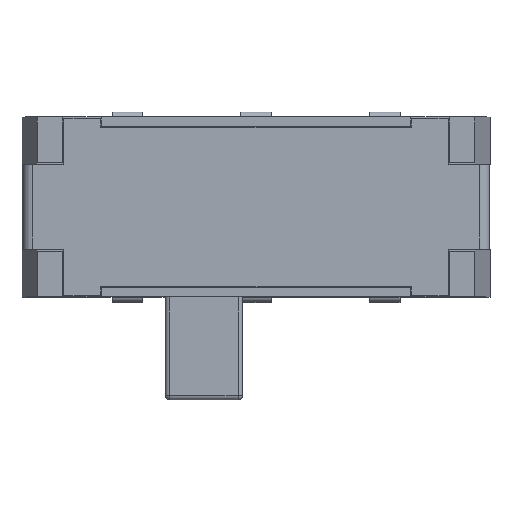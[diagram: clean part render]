
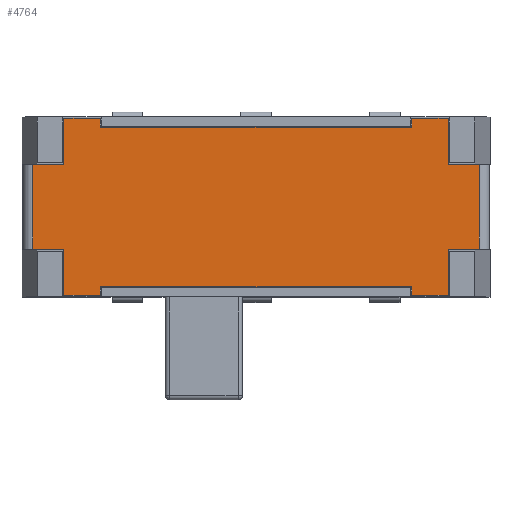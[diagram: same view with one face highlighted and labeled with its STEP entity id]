
A CAD part, top view. The second image highlights one B-rep face of the part: STEP entity #4764.
In plain terms, the highlighted planar face has unit normal (0, 0, 1).
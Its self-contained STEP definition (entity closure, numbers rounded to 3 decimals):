
#397=LINE('',#6727,#847);
#400=LINE('',#6735,#850);
#402=LINE('',#6739,#852);
#404=LINE('',#6743,#854);
#406=LINE('',#6747,#856);
#408=LINE('',#6751,#858);
#410=LINE('',#6755,#860);
#412=LINE('',#6759,#862);
#414=LINE('',#6763,#864);
#416=LINE('',#6767,#866);
#418=LINE('',#6771,#868);
#421=LINE('',#6779,#871);
#423=LINE('',#6783,#873);
#425=LINE('',#6787,#875);
#427=LINE('',#6791,#877);
#429=LINE('',#6795,#879);
#431=LINE('',#6799,#881);
#433=LINE('',#6803,#883);
#435=LINE('',#6807,#885);
#437=LINE('',#6811,#887);
#438=LINE('',#6813,#888);
#439=LINE('',#6814,#889);
#847=VECTOR('',#5698,1000.);
#850=VECTOR('',#5707,1000.);
#852=VECTOR('',#5711,1000.);
#854=VECTOR('',#5715,1000.);
#856=VECTOR('',#5719,1000.);
#858=VECTOR('',#5723,1000.);
#860=VECTOR('',#5727,1000.);
#862=VECTOR('',#5731,1000.);
#864=VECTOR('',#5735,1000.);
#866=VECTOR('',#5739,1000.);
#868=VECTOR('',#5743,1000.);
#871=VECTOR('',#5752,1000.);
#873=VECTOR('',#5756,1000.);
#875=VECTOR('',#5760,1000.);
#877=VECTOR('',#5764,1000.);
#879=VECTOR('',#5768,1000.);
#881=VECTOR('',#5772,1000.);
#883=VECTOR('',#5776,1000.);
#885=VECTOR('',#5780,1000.);
#887=VECTOR('',#5784,1000.);
#888=VECTOR('',#5787,1000.);
#889=VECTOR('',#5788,1000.);
#1782=ORIENTED_EDGE('',*,*,#2337,.F.);
#1783=ORIENTED_EDGE('',*,*,#2381,.F.);
#1784=ORIENTED_EDGE('',*,*,#2379,.F.);
#1785=ORIENTED_EDGE('',*,*,#2377,.F.);
#1786=ORIENTED_EDGE('',*,*,#2375,.F.);
#1787=ORIENTED_EDGE('',*,*,#2373,.F.);
#1788=ORIENTED_EDGE('',*,*,#2371,.F.);
#1789=ORIENTED_EDGE('',*,*,#2369,.F.);
#1790=ORIENTED_EDGE('',*,*,#2367,.F.);
#1791=ORIENTED_EDGE('',*,*,#2365,.F.);
#1792=ORIENTED_EDGE('',*,*,#2382,.F.);
#1793=ORIENTED_EDGE('',*,*,#2360,.F.);
#1794=ORIENTED_EDGE('',*,*,#2358,.F.);
#1795=ORIENTED_EDGE('',*,*,#2356,.F.);
#1796=ORIENTED_EDGE('',*,*,#2354,.F.);
#1797=ORIENTED_EDGE('',*,*,#2352,.F.);
#1798=ORIENTED_EDGE('',*,*,#2350,.F.);
#1799=ORIENTED_EDGE('',*,*,#2348,.F.);
#1800=ORIENTED_EDGE('',*,*,#2346,.F.);
#1801=ORIENTED_EDGE('',*,*,#2344,.F.);
#1802=ORIENTED_EDGE('',*,*,#2342,.F.);
#1803=ORIENTED_EDGE('',*,*,#2383,.T.);
#2337=EDGE_CURVE('',#2712,#2713,#397,.T.);
#2342=EDGE_CURVE('',#2714,#2715,#400,.T.);
#2344=EDGE_CURVE('',#2715,#2716,#402,.T.);
#2346=EDGE_CURVE('',#2716,#2717,#404,.T.);
#2348=EDGE_CURVE('',#2717,#2718,#406,.T.);
#2350=EDGE_CURVE('',#2718,#2719,#408,.T.);
#2352=EDGE_CURVE('',#2719,#2720,#410,.T.);
#2354=EDGE_CURVE('',#2720,#2721,#412,.T.);
#2356=EDGE_CURVE('',#2721,#2722,#414,.T.);
#2358=EDGE_CURVE('',#2722,#2723,#416,.T.);
#2360=EDGE_CURVE('',#2723,#2724,#418,.T.);
#2365=EDGE_CURVE('',#2725,#2726,#421,.T.);
#2367=EDGE_CURVE('',#2726,#2727,#423,.T.);
#2369=EDGE_CURVE('',#2727,#2728,#425,.T.);
#2371=EDGE_CURVE('',#2728,#2729,#427,.T.);
#2373=EDGE_CURVE('',#2729,#2730,#429,.T.);
#2375=EDGE_CURVE('',#2730,#2731,#431,.T.);
#2377=EDGE_CURVE('',#2731,#2732,#433,.T.);
#2379=EDGE_CURVE('',#2732,#2733,#435,.T.);
#2381=EDGE_CURVE('',#2733,#2712,#437,.T.);
#2382=EDGE_CURVE('',#2724,#2725,#438,.T.);
#2383=EDGE_CURVE('',#2714,#2713,#439,.T.);
#2712=VERTEX_POINT('',#6726);
#2713=VERTEX_POINT('',#6728);
#2714=VERTEX_POINT('',#6734);
#2715=VERTEX_POINT('',#6736);
#2716=VERTEX_POINT('',#6740);
#2717=VERTEX_POINT('',#6744);
#2718=VERTEX_POINT('',#6748);
#2719=VERTEX_POINT('',#6752);
#2720=VERTEX_POINT('',#6756);
#2721=VERTEX_POINT('',#6760);
#2722=VERTEX_POINT('',#6764);
#2723=VERTEX_POINT('',#6768);
#2724=VERTEX_POINT('',#6772);
#2725=VERTEX_POINT('',#6778);
#2726=VERTEX_POINT('',#6780);
#2727=VERTEX_POINT('',#6784);
#2728=VERTEX_POINT('',#6788);
#2729=VERTEX_POINT('',#6792);
#2730=VERTEX_POINT('',#6796);
#2731=VERTEX_POINT('',#6800);
#2732=VERTEX_POINT('',#6804);
#2733=VERTEX_POINT('',#6808);
#2970=EDGE_LOOP('',(#1782,#1783,#1784,#1785,#1786,#1787,#1788,#1789,#1790,
#1791,#1792,#1793,#1794,#1795,#1796,#1797,#1798,#1799,#1800,#1801,#1802,
#1803));
#3162=FACE_BOUND('',#2970,.T.);
#3334=PLANE('',#4974);
#4764=ADVANCED_FACE('',(#3162),#3334,.F.);
#4974=AXIS2_PLACEMENT_3D('',#6812,#5785,#5786);
#5698=DIRECTION('',(1.,0.,0.));
#5707=DIRECTION('',(-1.,0.,0.));
#5711=DIRECTION('',(0.,-1.,0.));
#5715=DIRECTION('',(-1.,0.,0.));
#5719=DIRECTION('',(0.,1.,0.));
#5723=DIRECTION('',(-1.,0.,0.));
#5727=DIRECTION('',(-1.,0.,0.));
#5731=DIRECTION('',(0.,-1.,0.));
#5735=DIRECTION('',(-1.,0.,0.));
#5739=DIRECTION('',(0.,1.,0.));
#5743=DIRECTION('',(-1.,0.,0.));
#5752=DIRECTION('',(1.,0.,0.));
#5756=DIRECTION('',(0.,1.,0.));
#5760=DIRECTION('',(1.,0.,0.));
#5764=DIRECTION('',(0.,-1.,0.));
#5768=DIRECTION('',(1.,0.,0.));
#5772=DIRECTION('',(1.,0.,0.));
#5776=DIRECTION('',(0.,1.,0.));
#5780=DIRECTION('',(1.,0.,0.));
#5784=DIRECTION('',(0.,-1.,0.));
#5785=DIRECTION('',(0.,0.,-1.));
#5786=DIRECTION('',(-1.,0.,0.));
#5787=DIRECTION('',(0.,1.,0.));
#5788=DIRECTION('',(0.,1.,0.));
#6726=CARTESIAN_POINT('',(3.735,0.819,3.489));
#6727=CARTESIAN_POINT('',(4.249,0.819,3.489));
#6728=CARTESIAN_POINT('',(4.344,0.819,3.489));
#6734=CARTESIAN_POINT('',(4.344,-0.819,3.489));
#6735=CARTESIAN_POINT('',(4.249,-0.819,3.489));
#6736=CARTESIAN_POINT('',(3.735,-0.819,3.489));
#6739=CARTESIAN_POINT('',(3.735,-0.819,3.489));
#6740=CARTESIAN_POINT('',(3.735,-1.722,3.489));
#6743=CARTESIAN_POINT('',(3.735,-1.722,3.489));
#6744=CARTESIAN_POINT('',(3.029,-1.722,3.489));
#6747=CARTESIAN_POINT('',(3.029,-1.722,3.489));
#6748=CARTESIAN_POINT('',(3.029,-1.548,3.489));
#6751=CARTESIAN_POINT('',(3.029,-1.548,3.489));
#6752=CARTESIAN_POINT('',(0.,-1.549,3.489));
#6755=CARTESIAN_POINT('',(-3.029,-1.548,3.489));
#6756=CARTESIAN_POINT('',(-3.029,-1.548,3.489));
#6759=CARTESIAN_POINT('',(-3.029,-1.722,3.489));
#6760=CARTESIAN_POINT('',(-3.029,-1.722,3.489));
#6763=CARTESIAN_POINT('',(-3.735,-1.722,3.489));
#6764=CARTESIAN_POINT('',(-3.735,-1.722,3.489));
#6767=CARTESIAN_POINT('',(-3.735,-0.819,3.489));
#6768=CARTESIAN_POINT('',(-3.735,-0.819,3.489));
#6771=CARTESIAN_POINT('',(-4.249,-0.819,3.489));
#6772=CARTESIAN_POINT('',(-4.344,-0.819,3.489));
#6778=CARTESIAN_POINT('',(-4.344,0.819,3.489));
#6779=CARTESIAN_POINT('',(-4.249,0.819,3.489));
#6780=CARTESIAN_POINT('',(-3.735,0.819,3.489));
#6783=CARTESIAN_POINT('',(-3.735,0.819,3.489));
#6784=CARTESIAN_POINT('',(-3.735,1.722,3.489));
#6787=CARTESIAN_POINT('',(-3.735,1.722,3.489));
#6788=CARTESIAN_POINT('',(-3.029,1.722,3.489));
#6791=CARTESIAN_POINT('',(-3.029,1.722,3.489));
#6792=CARTESIAN_POINT('',(-3.029,1.548,3.489));
#6795=CARTESIAN_POINT('',(-3.029,1.548,3.489));
#6796=CARTESIAN_POINT('',(0.,1.549,3.489));
#6799=CARTESIAN_POINT('',(3.029,1.548,3.489));
#6800=CARTESIAN_POINT('',(3.029,1.548,3.489));
#6803=CARTESIAN_POINT('',(3.029,1.722,3.489));
#6804=CARTESIAN_POINT('',(3.029,1.722,3.489));
#6807=CARTESIAN_POINT('',(3.735,1.722,3.489));
#6808=CARTESIAN_POINT('',(3.735,1.722,3.489));
#6811=CARTESIAN_POINT('',(3.735,0.819,3.489));
#6812=CARTESIAN_POINT('',(0.,0.,3.489));
#6813=CARTESIAN_POINT('',(-4.344,-0.819,3.489));
#6814=CARTESIAN_POINT('',(4.344,-0.819,3.489));
